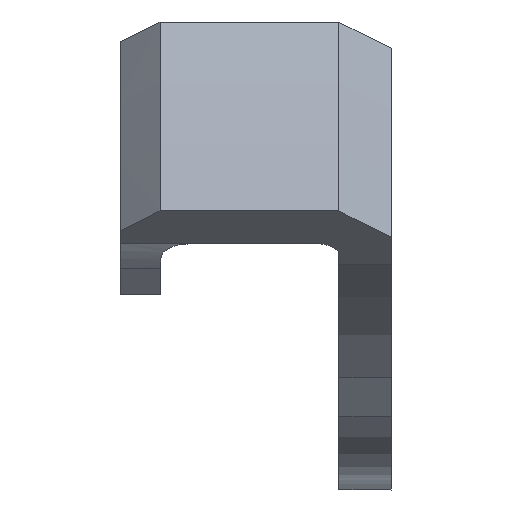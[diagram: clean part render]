
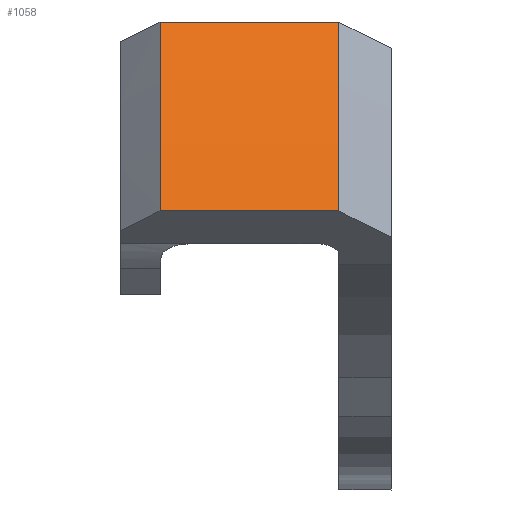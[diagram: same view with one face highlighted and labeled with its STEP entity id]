
A CAD part, left-side view. The second image highlights one B-rep face of the part: STEP entity #1058.
In plain terms, the highlighted cylindrical face has radius 46.312 mm (diameter 92.624 mm), a partial arc.
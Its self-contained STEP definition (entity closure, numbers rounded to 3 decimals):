
#8 = DIRECTION ( 'NONE',  ( 0., -1., 0. ) ) ;
#19 = LINE ( 'NONE', #1104, #440 ) ;
#34 = AXIS2_PLACEMENT_3D ( 'NONE', #203, #302, #1395 ) ;
#44 = CARTESIAN_POINT ( 'NONE',  ( -42.373, 10.6, 18.691 ) ) ;
#125 = CIRCLE ( 'NONE', #598, 46.312 ) ;
#200 = VERTEX_POINT ( 'NONE', #44 ) ;
#201 = EDGE_CURVE ( 'NONE', #1301, #793, #1363, .T. ) ;
#203 = CARTESIAN_POINT ( 'NONE',  ( 0., 12.4, 0. ) ) ;
#250 = CARTESIAN_POINT ( 'NONE',  ( -42.373, 2.4, 18.691 ) ) ;
#302 = DIRECTION ( 'NONE',  ( 0., -1., 0. ) ) ;
#354 = CARTESIAN_POINT ( 'NONE',  ( -37.373, 10.6, 27.351 ) ) ;
#361 = VERTEX_POINT ( 'NONE', #250 ) ;
#373 = CARTESIAN_POINT ( 'NONE',  ( 0., 10.6, 0. ) ) ;
#440 = VECTOR ( 'NONE', #482, 1000. ) ;
#467 = EDGE_CURVE ( 'NONE', #1301, #200, #125, .T. ) ;
#474 = DIRECTION ( 'NONE',  ( 0., 1., 0. ) ) ;
#482 = DIRECTION ( 'NONE',  ( 0., -1., 0. ) ) ;
#525 = CARTESIAN_POINT ( 'NONE',  ( -37.373, 12.4, 27.351 ) ) ;
#598 = AXIS2_PLACEMENT_3D ( 'NONE', #373, #8, #878 ) ;
#670 = CIRCLE ( 'NONE', #1200, 46.312 ) ;
#701 = CARTESIAN_POINT ( 'NONE',  ( 0., 2.4, 0. ) ) ;
#708 = ORIENTED_EDGE ( 'NONE', *, *, #1222, .T. ) ;
#793 = VERTEX_POINT ( 'NONE', #1186 ) ;
#856 = EDGE_LOOP ( 'NONE', ( #1313, #1160, #708, #1169 ) ) ;
#878 = DIRECTION ( 'NONE',  ( 0., 0., -1. ) ) ;
#1024 = DIRECTION ( 'NONE',  ( 0., -1., 0. ) ) ;
#1038 = FACE_OUTER_BOUND ( 'NONE', #856, .T. ) ;
#1058 = ADVANCED_FACE ( 'NONE', ( #1038 ), #1420, .T. ) ;
#1104 = CARTESIAN_POINT ( 'NONE',  ( -42.373, 12.4, 18.691 ) ) ;
#1160 = ORIENTED_EDGE ( 'NONE', *, *, #467, .T. ) ;
#1169 = ORIENTED_EDGE ( 'NONE', *, *, #1196, .T. ) ;
#1186 = CARTESIAN_POINT ( 'NONE',  ( -37.373, 2.4, 27.351 ) ) ;
#1196 = EDGE_CURVE ( 'NONE', #361, #793, #670, .T. ) ;
#1200 = AXIS2_PLACEMENT_3D ( 'NONE', #701, #474, #1456 ) ;
#1221 = VECTOR ( 'NONE', #1024, 1000. ) ;
#1222 = EDGE_CURVE ( 'NONE', #200, #361, #19, .T. ) ;
#1301 = VERTEX_POINT ( 'NONE', #354 ) ;
#1313 = ORIENTED_EDGE ( 'NONE', *, *, #201, .F. ) ;
#1363 = LINE ( 'NONE', #525, #1221 ) ;
#1395 = DIRECTION ( 'NONE',  ( 0., 0., -1. ) ) ;
#1420 = CYLINDRICAL_SURFACE ( 'NONE', #34, 46.312 ) ;
#1456 = DIRECTION ( 'NONE',  ( 0., 0., -1. ) ) ;
